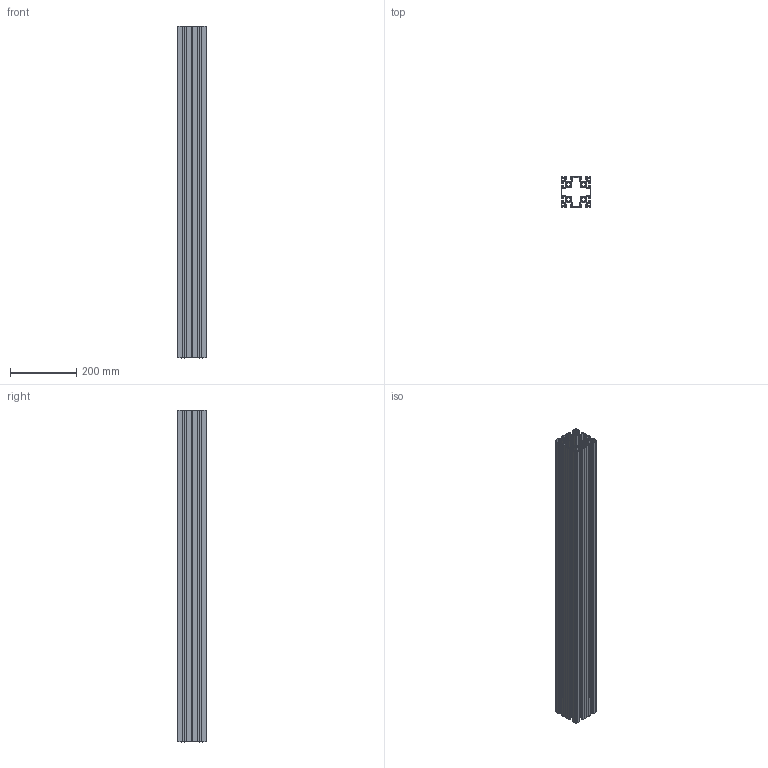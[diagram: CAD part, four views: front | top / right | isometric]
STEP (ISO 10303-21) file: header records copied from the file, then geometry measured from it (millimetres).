
FILE_DESCRIPTION (( 'STEP AP214' ), '1' );
FILE_NAME ('599SLX Êîíñòðóêöèîííûé ïðîôèëü 90õ90SL.STEP', '2019-11-08T14:34:51', ( 'Windows User' ), ( '' ), 'SwSTEP 2.0', 'SolidWorks 2019', '' );
FILE_SCHEMA (( 'AUTOMOTIVE_DESIGN' ));
Length unit declared in the file: millimetre
Products named in the file (1): 599SLX Êîíñòðóêöèîííûé ïðîôèëü 90õ90SL
Bounding box: 90 x 90 x 1000 mm (x, y, z)
Volume: 1331530.1 mm3; surface area: 1715152.3 mm2
Topology: 1 solids, 1 shells, 862 faces, 2580 edges, 1720 vertices
Faces by surface type: plane 450, cylinder 412
Entity records: 29298 total; most frequent: CARTESIAN_POINT 5163, ORIENTED_EDGE 5160, DIRECTION 5130, EDGE_CURVE 2580, VECTOR 1756, LINE 1756, VERTEX_POINT 1720, AXIS2_PLACEMENT_3D 1687
